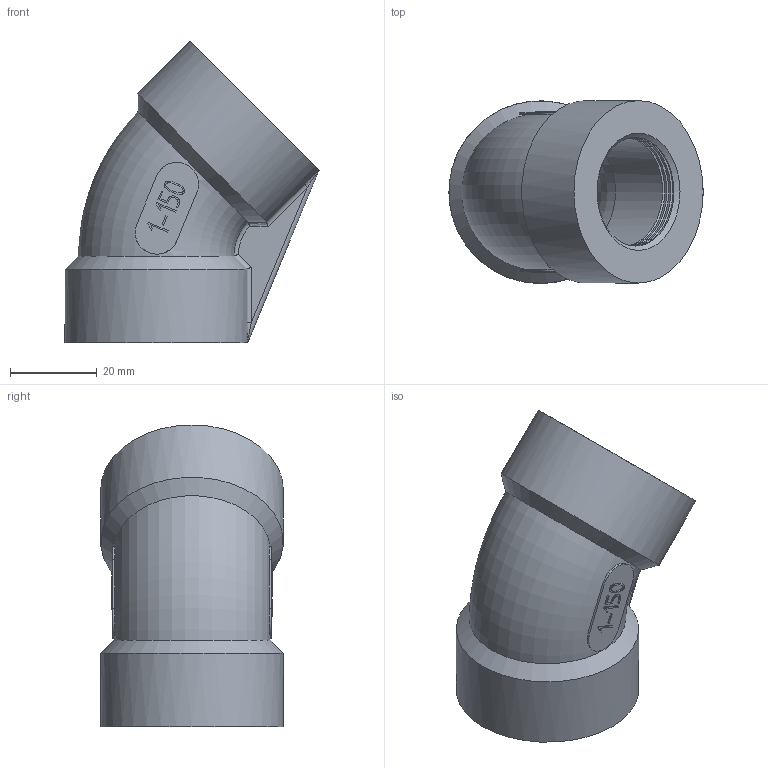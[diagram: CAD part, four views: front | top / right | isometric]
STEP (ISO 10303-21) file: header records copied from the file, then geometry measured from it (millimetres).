
FILE_DESCRIPTION(/* description */ ('Unknown'),/* implementation_level */ '2;1');
FILE_NAME(/* name */ 'DN25',/* time_stamp */ '2021-07-27T17:41:43+08:00',/* author */ ('Unknown'),/* organization */ ('Unknown'),/* preprocessor_version */ 'ST-DEVELOPER v16.7',/* originating_system */ 'DEX',/* authorisation */ $);
FILE_SCHEMA (('AUTOMOTIVE_DESIGN {1 0 10303 214 3 1 1}'));
Length unit declared in the file: millimetre
Products named in the file (1): DN25
Bounding box: 58.48 x 42 x 69.48 mm (x, y, z)
Volume: 47285.5 mm3; surface area: 15790.4 mm2
Topology: 1 solids, 1 shells, 123 faces, 311 edges, 202 vertices
Faces by surface type: plane 68, bspline 27, cylinder 20, torus 4, cone 4
Full cylindrical faces by diameter (mm): 25 x6, 42 x2
Entity records: 5009 total; most frequent: CARTESIAN_POINT 2428, ORIENTED_EDGE 572, DIRECTION 426, EDGE_CURVE 286, VERTEX_POINT 190, LINE 164, VECTOR 164, EDGE_LOOP 138
